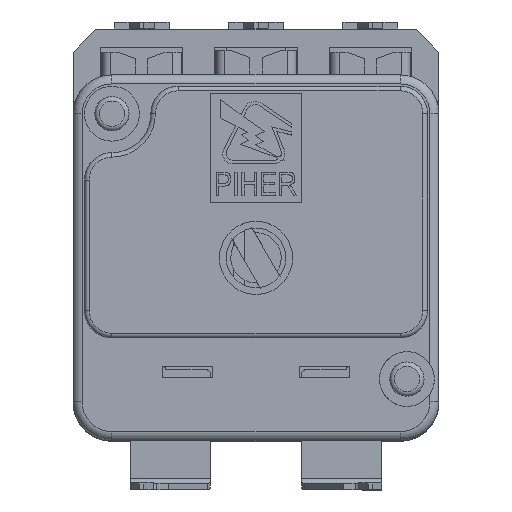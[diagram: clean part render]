
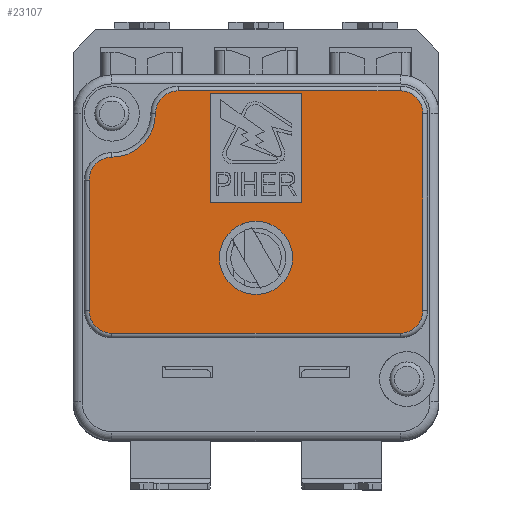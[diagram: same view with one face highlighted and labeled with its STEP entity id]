
A CAD part, top view. The second image highlights one B-rep face of the part: STEP entity #23107.
In plain terms, the highlighted planar face has unit normal (0, 0, 1).
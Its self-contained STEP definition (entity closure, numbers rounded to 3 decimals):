
#41 = DIRECTION ( 'NONE',  ( -1., 0., 0. ) ) ;
#488 = ORIENTED_EDGE ( 'NONE', *, *, #7185, .F. ) ;
#640 = ORIENTED_EDGE ( 'NONE', *, *, #5840, .T. ) ;
#685 = VERTEX_POINT ( 'NONE', #12285 ) ;
#858 = EDGE_CURVE ( 'NONE', #3232, #21926, #11397, .T. ) ;
#1364 = CARTESIAN_POINT ( 'NONE',  ( 7.3, 6.3, 9.2 ) ) ;
#1659 = DIRECTION ( 'NONE',  ( 0., 0., 1. ) ) ;
#2070 = ORIENTED_EDGE ( 'NONE', *, *, #13901, .T. ) ;
#2093 = DIRECTION ( 'NONE',  ( -1., 0., 0. ) ) ;
#2198 = DIRECTION ( 'NONE',  ( 0., 0., 1. ) ) ;
#2587 = CARTESIAN_POINT ( 'NONE',  ( 1.6, 0., 9.2 ) ) ;
#3232 = VERTEX_POINT ( 'NONE', #11231 ) ;
#3234 = CARTESIAN_POINT ( 'NONE',  ( -2., 7.2, 9.2 ) ) ;
#3369 = EDGE_CURVE ( 'NONE', #685, #3232, #16020, .T. ) ;
#3385 = AXIS2_PLACEMENT_3D ( 'NONE', #6987, #1659, #9001 ) ;
#3420 = ORIENTED_EDGE ( 'NONE', *, *, #11432, .T. ) ;
#3753 = FACE_BOUND ( 'NONE', #22350, .T. ) ;
#4039 = AXIS2_PLACEMENT_3D ( 'NONE', #15928, #19087, #8537 ) ;
#4412 = CARTESIAN_POINT ( 'NONE',  ( -3.4, -3.3, 9.2 ) ) ;
#4531 = DIRECTION ( 'NONE',  ( 0., 0., -1. ) ) ;
#4596 = ORIENTED_EDGE ( 'NONE', *, *, #18001, .T. ) ;
#4646 = CARTESIAN_POINT ( 'NONE',  ( 0., 0., 9.2 ) ) ;
#4783 = LINE ( 'NONE', #6964, #15057 ) ;
#4898 = VECTOR ( 'NONE', #18639, 1000. ) ;
#5122 = DIRECTION ( 'NONE',  ( -1., 0., 0. ) ) ;
#5211 = CARTESIAN_POINT ( 'NONE',  ( -3.4, 7.3, 9.2 ) ) ;
#5220 = ORIENTED_EDGE ( 'NONE', *, *, #11385, .F. ) ;
#5840 = EDGE_CURVE ( 'NONE', #17149, #685, #7205, .T. ) ;
#6148 = CARTESIAN_POINT ( 'NONE',  ( -3.4, 6.3, 9.2 ) ) ;
#6196 = VERTEX_POINT ( 'NONE', #13861 ) ;
#6227 = ORIENTED_EDGE ( 'NONE', *, *, #17728, .F. ) ;
#6460 = EDGE_CURVE ( 'NONE', #13897, #22709, #11783, .T. ) ;
#6731 = EDGE_CURVE ( 'NONE', #10609, #12626, #12037, .T. ) ;
#6964 = CARTESIAN_POINT ( 'NONE',  ( -2., 7.2, 9.2 ) ) ;
#6987 = CARTESIAN_POINT ( 'NONE',  ( 6.3, 6.3, 9.2 ) ) ;
#7043 = VECTOR ( 'NONE', #21309, 1000. ) ;
#7057 = VECTOR ( 'NONE', #16947, 1000. ) ;
#7074 = ORIENTED_EDGE ( 'NONE', *, *, #858, .T. ) ;
#7185 = EDGE_CURVE ( 'NONE', #10573, #13897, #19205, .T. ) ;
#7205 = CIRCLE ( 'NONE', #9885, 1. ) ;
#7252 = FACE_OUTER_BOUND ( 'NONE', #17859, .T. ) ;
#7359 = VECTOR ( 'NONE', #11576, 1000. ) ;
#7547 = CARTESIAN_POINT ( 'NONE',  ( 6.3, -2.3, 9.2 ) ) ;
#7863 = CARTESIAN_POINT ( 'NONE',  ( -3.4, 7.3, 9.2 ) ) ;
#7951 = VERTEX_POINT ( 'NONE', #2587 ) ;
#8025 = DIRECTION ( 'NONE',  ( -1., 0., 0. ) ) ;
#8255 = CARTESIAN_POINT ( 'NONE',  ( 7.3, 6.3, 9.2 ) ) ;
#8259 = CARTESIAN_POINT ( 'NONE',  ( -6.3, 3.4, 9.2 ) ) ;
#8262 = DIRECTION ( 'NONE',  ( 0., 0., 1. ) ) ;
#8426 = CARTESIAN_POINT ( 'NONE',  ( -2., 2.4, 9.2 ) ) ;
#8481 = DIRECTION ( 'NONE',  ( 0., 1., 0. ) ) ;
#8537 = DIRECTION ( 'NONE',  ( -1., 0., 0. ) ) ;
#8691 = CARTESIAN_POINT ( 'NONE',  ( 2., 7.2, 9.2 ) ) ;
#8712 = VECTOR ( 'NONE', #22195, 1000. ) ;
#9001 = DIRECTION ( 'NONE',  ( -1., 0., 0. ) ) ;
#9162 = ORIENTED_EDGE ( 'NONE', *, *, #3369, .T. ) ;
#9248 = ORIENTED_EDGE ( 'NONE', *, *, #6731, .T. ) ;
#9268 = EDGE_CURVE ( 'NONE', #6196, #10609, #14126, .T. ) ;
#9709 = DIRECTION ( 'NONE',  ( 0., 0., 1. ) ) ;
#9812 = ORIENTED_EDGE ( 'NONE', *, *, #22839, .T. ) ;
#9885 = AXIS2_PLACEMENT_3D ( 'NONE', #6148, #8262, #9946 ) ;
#9946 = DIRECTION ( 'NONE',  ( -1., 0., 0. ) ) ;
#10071 = CARTESIAN_POINT ( 'NONE',  ( -6.3, 6.3, 9.2 ) ) ;
#10231 = CARTESIAN_POINT ( 'NONE',  ( 7.3, -2.3, 9.2 ) ) ;
#10267 = DIRECTION ( 'NONE',  ( 0., 1., 0. ) ) ;
#10328 = EDGE_LOOP ( 'NONE', ( #488, #18611, #6227, #20739 ) ) ;
#10573 = VERTEX_POINT ( 'NONE', #11627 ) ;
#10609 = VERTEX_POINT ( 'NONE', #10231 ) ;
#10815 = VERTEX_POINT ( 'NONE', #21971 ) ;
#11231 = CARTESIAN_POINT ( 'NONE',  ( -6.3, 4.4, 9.2 ) ) ;
#11377 = ORIENTED_EDGE ( 'NONE', *, *, #15463, .T. ) ;
#11385 = EDGE_CURVE ( 'NONE', #7951, #7951, #18216, .T. ) ;
#11397 = CIRCLE ( 'NONE', #20364, 1. ) ;
#11432 = EDGE_CURVE ( 'NONE', #12316, #6196, #20463, .T. ) ;
#11436 = CARTESIAN_POINT ( 'NONE',  ( -7.3, 6.3, 9.2 ) ) ;
#11576 = DIRECTION ( 'NONE',  ( 1., 0., 0. ) ) ;
#11627 = CARTESIAN_POINT ( 'NONE',  ( -2., 2.4, 9.2 ) ) ;
#11783 = LINE ( 'NONE', #8691, #14752 ) ;
#11910 = LINE ( 'NONE', #15293, #7057 ) ;
#12037 = LINE ( 'NONE', #8255, #17429 ) ;
#12285 = CARTESIAN_POINT ( 'NONE',  ( -4.4, 6.3, 9.2 ) ) ;
#12316 = VERTEX_POINT ( 'NONE', #13366 ) ;
#12626 = VERTEX_POINT ( 'NONE', #1364 ) ;
#12659 = DIRECTION ( 'NONE',  ( 0., 0., -1. ) ) ;
#12796 = LINE ( 'NONE', #7863, #4898 ) ;
#13366 = CARTESIAN_POINT ( 'NONE',  ( -6.3, -3.3, 9.2 ) ) ;
#13861 = CARTESIAN_POINT ( 'NONE',  ( 6.3, -3.3, 9.2 ) ) ;
#13897 = VERTEX_POINT ( 'NONE', #17561 ) ;
#13901 = EDGE_CURVE ( 'NONE', #10815, #12316, #20121, .T. ) ;
#14126 = CIRCLE ( 'NONE', #16408, 1. ) ;
#14752 = VECTOR ( 'NONE', #10267, 1000. ) ;
#14939 = EDGE_CURVE ( 'NONE', #18184, #10573, #11910, .T. ) ;
#15057 = VECTOR ( 'NONE', #5122, 1000. ) ;
#15293 = CARTESIAN_POINT ( 'NONE',  ( -2., 7.2, 9.2 ) ) ;
#15463 = EDGE_CURVE ( 'NONE', #12626, #18578, #18697, .T. ) ;
#15612 = AXIS2_PLACEMENT_3D ( 'NONE', #4646, #9709, #22568 ) ;
#15738 = CARTESIAN_POINT ( 'NONE',  ( 2., 7.2, 9.2 ) ) ;
#15825 = FACE_BOUND ( 'NONE', #10328, .T. ) ;
#15928 = CARTESIAN_POINT ( 'NONE',  ( -6.3, -2.3, 9.2 ) ) ;
#16020 = CIRCLE ( 'NONE', #19381, 1.9 ) ;
#16408 = AXIS2_PLACEMENT_3D ( 'NONE', #7547, #2198, #2093 ) ;
#16652 = ORIENTED_EDGE ( 'NONE', *, *, #9268, .T. ) ;
#16947 = DIRECTION ( 'NONE',  ( 0., -1., 0. ) ) ;
#17149 = VERTEX_POINT ( 'NONE', #5211 ) ;
#17429 = VECTOR ( 'NONE', #8481, 1000. ) ;
#17552 = CARTESIAN_POINT ( 'NONE',  ( 6.3, 7.3, 9.2 ) ) ;
#17561 = CARTESIAN_POINT ( 'NONE',  ( 2., 2.4, 9.2 ) ) ;
#17728 = EDGE_CURVE ( 'NONE', #22709, #18184, #4783, .T. ) ;
#17859 = EDGE_LOOP ( 'NONE', ( #2070, #3420, #16652, #9248, #11377, #9812, #640, #9162, #7074, #4596 ) ) ;
#18001 = EDGE_CURVE ( 'NONE', #21926, #10815, #20574, .T. ) ;
#18184 = VERTEX_POINT ( 'NONE', #3234 ) ;
#18216 = CIRCLE ( 'NONE', #15612, 1.6 ) ;
#18331 = CARTESIAN_POINT ( 'NONE',  ( -7.3, 3.4, 9.2 ) ) ;
#18578 = VERTEX_POINT ( 'NONE', #17552 ) ;
#18611 = ORIENTED_EDGE ( 'NONE', *, *, #14939, .F. ) ;
#18639 = DIRECTION ( 'NONE',  ( -1., 0., 0. ) ) ;
#18697 = CIRCLE ( 'NONE', #3385, 1. ) ;
#19087 = DIRECTION ( 'NONE',  ( 0., 0., 1. ) ) ;
#19205 = LINE ( 'NONE', #8426, #7043 ) ;
#19381 = AXIS2_PLACEMENT_3D ( 'NONE', #10071, #4531, #22574 ) ;
#19456 = CARTESIAN_POINT ( 'NONE',  ( -3.4, 6.3, 9.2 ) ) ;
#19684 = PLANE ( 'NONE',  #21757 ) ;
#20121 = CIRCLE ( 'NONE', #4039, 1. ) ;
#20364 = AXIS2_PLACEMENT_3D ( 'NONE', #8259, #22210, #8025 ) ;
#20463 = LINE ( 'NONE', #4412, #7359 ) ;
#20574 = LINE ( 'NONE', #11436, #8712 ) ;
#20739 = ORIENTED_EDGE ( 'NONE', *, *, #6460, .F. ) ;
#21309 = DIRECTION ( 'NONE',  ( 1., 0., 0. ) ) ;
#21757 = AXIS2_PLACEMENT_3D ( 'NONE', #19456, #12659, #41 ) ;
#21926 = VERTEX_POINT ( 'NONE', #18331 ) ;
#21971 = CARTESIAN_POINT ( 'NONE',  ( -7.3, -2.3, 9.2 ) ) ;
#22195 = DIRECTION ( 'NONE',  ( 0., -1., 0. ) ) ;
#22210 = DIRECTION ( 'NONE',  ( 0., 0., 1. ) ) ;
#22350 = EDGE_LOOP ( 'NONE', ( #5220 ) ) ;
#22568 = DIRECTION ( 'NONE',  ( 1., 0., 0. ) ) ;
#22574 = DIRECTION ( 'NONE',  ( -1., 0., 0. ) ) ;
#22709 = VERTEX_POINT ( 'NONE', #15738 ) ;
#22839 = EDGE_CURVE ( 'NONE', #18578, #17149, #12796, .T. ) ;
#23107 = ADVANCED_FACE ( 'NONE', ( #7252, #15825, #3753 ), #19684, .F. ) ;
